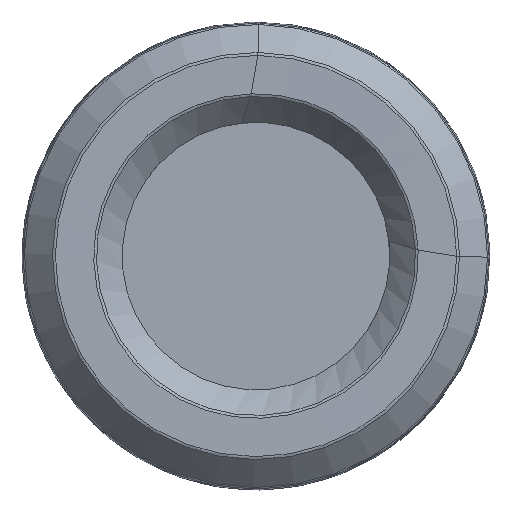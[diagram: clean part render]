
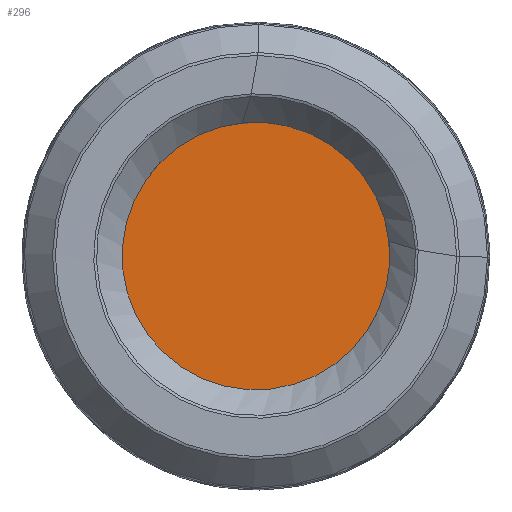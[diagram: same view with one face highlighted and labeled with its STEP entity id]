
A CAD part, left-side view. The second image highlights one B-rep face of the part: STEP entity #296.
In plain terms, the highlighted planar face has unit normal (-1, 0, 0).
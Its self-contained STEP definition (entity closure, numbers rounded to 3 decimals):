
#118=PLANE('',#898);
#296=ADVANCED_FACE('',(#369),#118,.F.);
#369=FACE_OUTER_BOUND('',#423,.T.);
#423=EDGE_LOOP('',(#653));
#497=CIRCLE('',#897,27.938);
#653=ORIENTED_EDGE('',*,*,#793,.T.);
#711=VERTEX_POINT('',#1790);
#793=EDGE_CURVE('',#711,#711,#497,.T.);
#897=AXIS2_PLACEMENT_3D('',#1789,#1062,#1063);
#898=AXIS2_PLACEMENT_3D('',#1808,#1065,#1066);
#1062=DIRECTION('',(-1.,0.,0.));
#1063=DIRECTION('',(0.,0.,1.));
#1065=DIRECTION('',(1.,0.,0.));
#1066=DIRECTION('',(0.,0.,-1.));
#1789=CARTESIAN_POINT('',(6.,0.,0.));
#1790=CARTESIAN_POINT('',(6.,0.,27.938));
#1808=CARTESIAN_POINT('',(6.,13.,0.));
